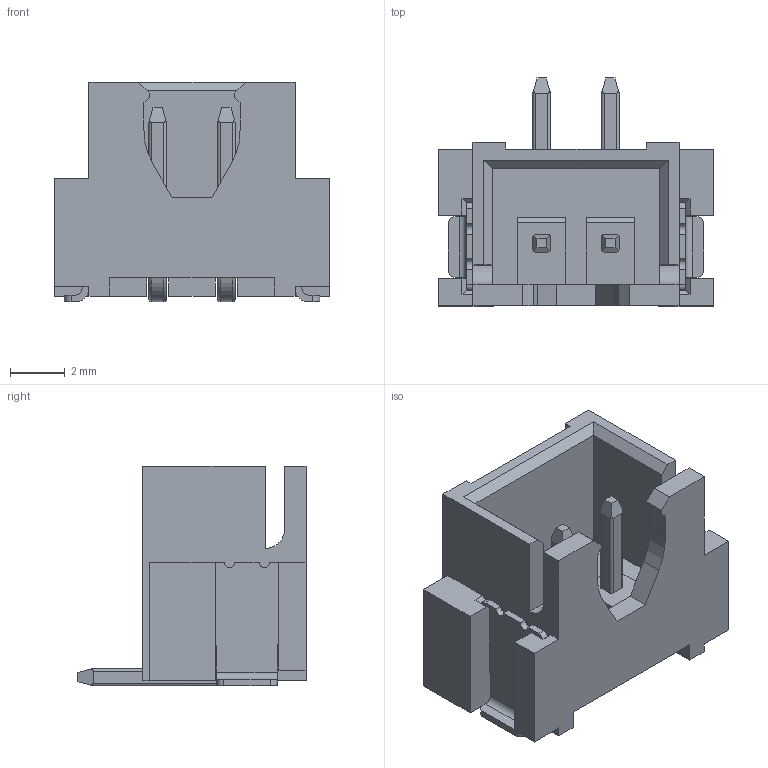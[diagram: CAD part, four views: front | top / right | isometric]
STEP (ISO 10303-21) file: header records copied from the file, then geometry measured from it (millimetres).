
FILE_DESCRIPTION (( 'STEP AP214' ), '1' );
FILE_NAME ('CONN-SMD_2P-P2.50_HCTL_HC-XH-2ALT.STEP', '2026-03-10T03:44:27', ( '' ), ( '' ), 'SwSTEP 2.0', 'SolidWorks 2021', '' );
FILE_SCHEMA (( 'AUTOMOTIVE_DESIGN' ));
Length unit declared in the file: millimetre
Products named in the file (1): CONN-SMD_2P-P2.50_HCTL_HC-XH-2ALT
Bounding box: 10 x 8.3 x 8 mm (x, y, z)
Volume: 212.9 mm3; surface area: 591.8 mm2
Topology: 3 solids, 3 shells, 439 faces, 1216 edges, 806 vertices
Faces by surface type: plane 285, bspline 98, cylinder 48, torus 8
Entity records: 19383 total; most frequent: CARTESIAN_POINT 3984, ORIENTED_EDGE 2432, DIRECTION 1748, EDGE_CURVE 1216, VECTOR 888, LINE 888, VERTEX_POINT 806, EDGE_LOOP 462
